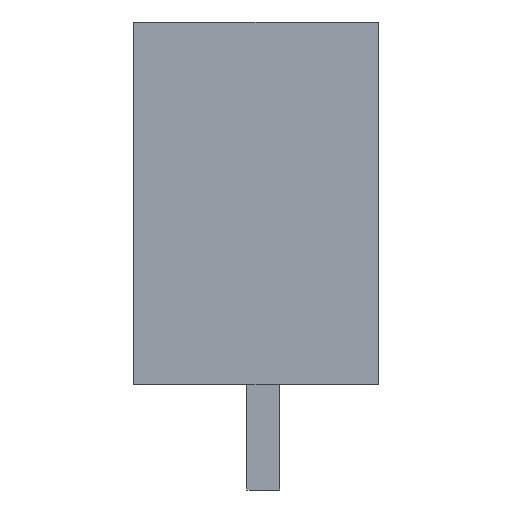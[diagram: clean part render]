
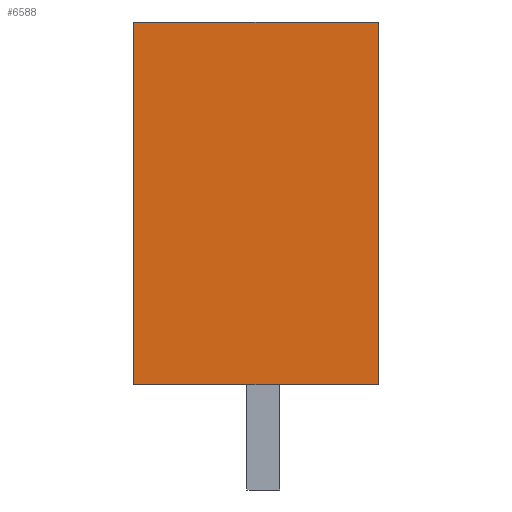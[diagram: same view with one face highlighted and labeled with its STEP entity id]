
A CAD part, left-side view. The second image highlights one B-rep face of the part: STEP entity #6588.
In plain terms, the highlighted planar face has unit normal (-1, 0, 0).
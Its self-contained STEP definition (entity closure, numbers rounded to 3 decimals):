
#6568=AXIS2_PLACEMENT_3D('Plane Axis2P3D',#6565,#6566,#6567) ;
#276=CARTESIAN_POINT('Vertex',(0.,7.45,3.2)) ;
#279=CARTESIAN_POINT('Line Origine',(0.,7.45,8.725)) ;
#283=CARTESIAN_POINT('Vertex',(0.,7.45,14.25)) ;
#6549=CARTESIAN_POINT('Vertex',(0.,0.,3.2)) ;
#6552=CARTESIAN_POINT('Line Origine',(0.,3.725,3.2)) ;
#6565=CARTESIAN_POINT('Axis2P3D Location',(0.,7.45,1.8)) ;
#6570=CARTESIAN_POINT('Line Origine',(0.,0.,8.725)) ;
#6574=CARTESIAN_POINT('Vertex',(0.,0.,14.25)) ;
#6577=CARTESIAN_POINT('Line Origine',(0.,3.725,14.25)) ;
#280=DIRECTION('Vector Direction',(0.,0.,1.)) ;
#6553=DIRECTION('Vector Direction',(0.,1.,0.)) ;
#6566=DIRECTION('Axis2P3D Direction',(1.,0.,0.)) ;
#6567=DIRECTION('Axis2P3D XDirection',(0.,0.,-1.)) ;
#6571=DIRECTION('Vector Direction',(0.,0.,-1.)) ;
#6578=DIRECTION('Vector Direction',(0.,-1.,0.)) ;
#281=VECTOR('Line Direction',#280,1.) ;
#6554=VECTOR('Line Direction',#6553,1.) ;
#6572=VECTOR('Line Direction',#6571,1.) ;
#6579=VECTOR('Line Direction',#6578,1.) ;
#6583=ORIENTED_EDGE('',*,*,#6556,.F.) ;
#6584=ORIENTED_EDGE('',*,*,#6576,.F.) ;
#6585=ORIENTED_EDGE('',*,*,#6581,.F.) ;
#6586=ORIENTED_EDGE('',*,*,#285,.F.) ;
#6588=ADVANCED_FACE('HOUSING',(#6587),#6569,.F.) ;
#285=EDGE_CURVE('',#277,#284,#282,.T.) ;
#6556=EDGE_CURVE('',#6550,#277,#6555,.T.) ;
#6576=EDGE_CURVE('',#6575,#6550,#6573,.T.) ;
#6581=EDGE_CURVE('',#284,#6575,#6580,.T.) ;
#6582=EDGE_LOOP('',(#6583,#6584,#6585,#6586)) ;
#6587=FACE_OUTER_BOUND('',#6582,.T.) ;
#282=LINE('Line',#279,#281) ;
#6555=LINE('Line',#6552,#6554) ;
#6573=LINE('Line',#6570,#6572) ;
#6580=LINE('Line',#6577,#6579) ;
#6569=PLANE('',#6568) ;
#277=VERTEX_POINT('',#276) ;
#284=VERTEX_POINT('',#283) ;
#6550=VERTEX_POINT('',#6549) ;
#6575=VERTEX_POINT('',#6574) ;
